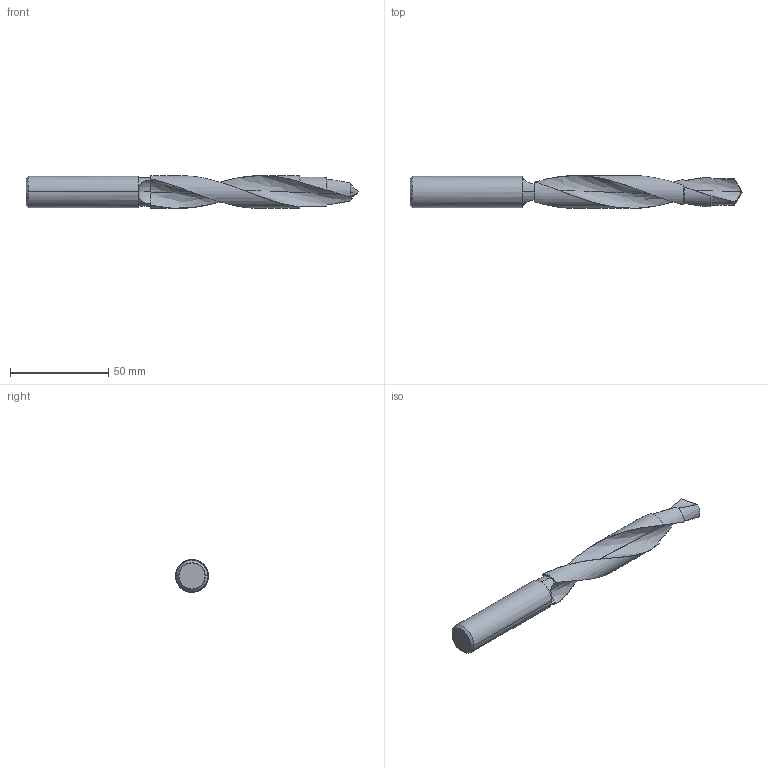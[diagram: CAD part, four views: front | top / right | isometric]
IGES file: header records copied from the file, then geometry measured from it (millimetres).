
Start section: SolidWorks IGES file using analytic representation for surfaces
Global section: file name: CT-08-3RO-HSS.IGS; native system: SolidWorks 2014; preprocessor: SolidWorks 2014; author: Martin; date: 170607.105218; units: inch
Bounding box: 169 x 16.7 x 16.7 mm (x, y, z)
Surface area: 8889.8 mm2 (no closed solid volume)
Topology: 0 solids, 0 shells, 38 faces, 681 edges, 679 vertices
Faces by surface type: revolution 21, bspline 17
